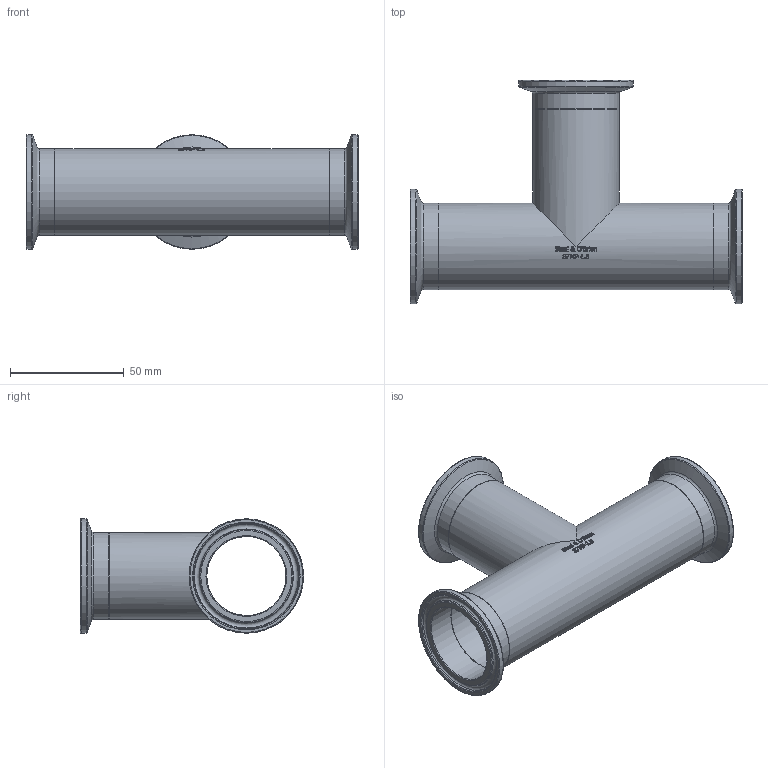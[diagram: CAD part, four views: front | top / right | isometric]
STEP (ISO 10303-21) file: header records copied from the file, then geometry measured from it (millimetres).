
FILE_DESCRIPTION(/* description */ (''),/* implementation_level */ '2;1');
FILE_NAME(/* name */ 'S7MP-1.5.stp',/* time_stamp */ '2018-11-29T08:53:52-05:00',/* author */ ('ken'),/* organization */ (''),/* preprocessor_version */ 'ST-DEVELOPER v15.2',/* originating_system */ 'Autodesk Inventor 2014',/* authorisation */ '');
FILE_SCHEMA (('AUTOMOTIVE_DESIGN { 1 0 10303 214 3 1 1 }'));
Length unit declared in the file: inch
Products named in the file (1): S7MP-1.5
Bounding box: 146.05 x 98.22 x 50.39 mm (x, y, z)
Volume: 45644 mm3; surface area: 50806.9 mm2
Topology: 1 solids, 1 shells, 386 faces, 1002 edges, 657 vertices
Faces by surface type: bspline 157, plane 149, cylinder 44, torus 27, cone 9
Full cylindrical faces by diameter (mm): 34.798 x5, 38.1 x5, 50.394 x3
Entity records: 14494 total; most frequent: CARTESIAN_POINT 6037, ORIENTED_EDGE 1892, DIRECTION 1298, EDGE_CURVE 946, VERTEX_POINT 652, EDGE_LOOP 480, AXIS2_PLACEMENT_3D 436, LINE 426
